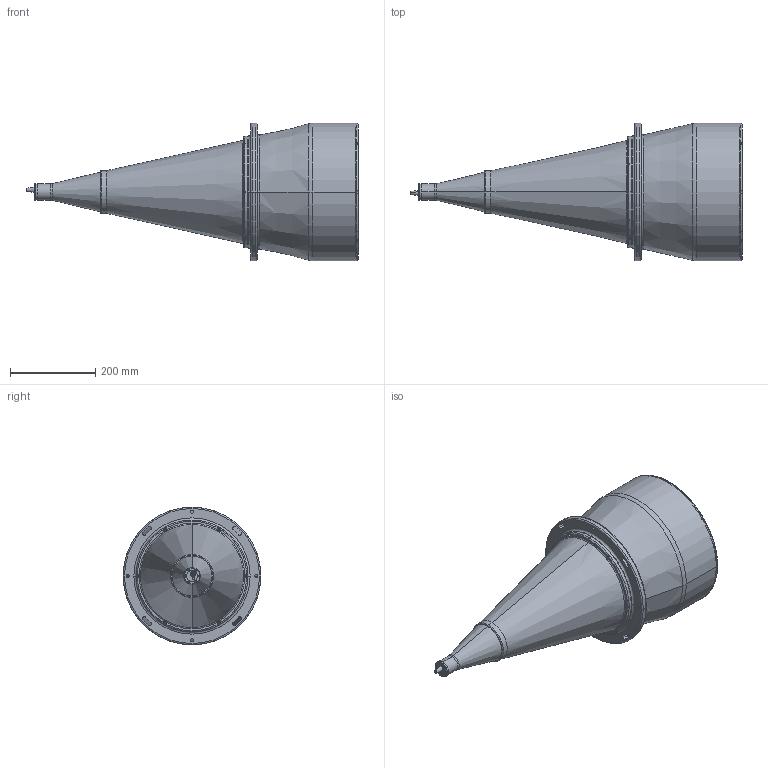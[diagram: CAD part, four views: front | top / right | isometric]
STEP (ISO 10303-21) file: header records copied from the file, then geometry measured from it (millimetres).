
FILE_DESCRIPTION (( 'STEP AP214' ), '1' );
FILE_NAME ('LTCL240.STEP', '2012-09-06T10:13:51', ( '--' ), ( '' ), 'SwSTEP 2.0', 'SolidWorks 2012', '' );
FILE_SCHEMA (( 'AUTOMOTIVE_DESIGN' ));
Length unit declared in the file: millimetre
Products named in the file (1): LTCL240
Bounding box: 776.79 x 322 x 322 mm (x, y, z)
Surface area: 707248.8 mm2 (no closed solid volume)
Topology: 0 solids, 11 shells, 247 faces, 717 edges, 483 vertices
Faces by surface type: cylinder 130, plane 60, torus 35, cone 14, bspline 6, sphere 2
Entity records: 11904 total; most frequent: CARTESIAN_POINT 2280, DIRECTION 1610, ORIENTED_EDGE 1288, EDGE_CURVE 717, AXIS2_PLACEMENT_3D 705, VERTEX_POINT 483, CIRCLE 463, EDGE_LOOP 331
